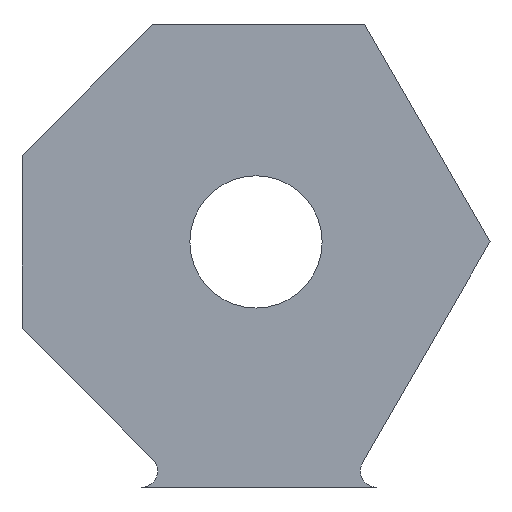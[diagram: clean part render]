
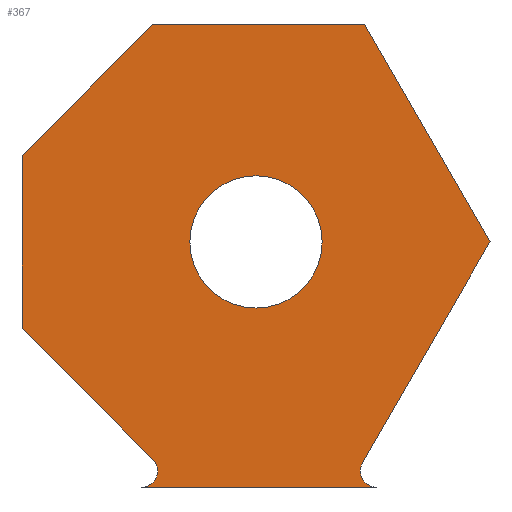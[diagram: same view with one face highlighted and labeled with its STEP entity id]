
A CAD part, left-side view. The second image highlights one B-rep face of the part: STEP entity #367.
In plain terms, the highlighted planar face has unit normal (-1, 0, 0).
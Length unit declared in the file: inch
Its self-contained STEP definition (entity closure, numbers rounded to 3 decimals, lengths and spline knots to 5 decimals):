
#27=FACE_BOUND('',#74,.T.);
#28=CIRCLE('',#407,0.125);
#30=CIRCLE('',#411,0.03125);
#32=CIRCLE('',#418,0.03125);
#54=FACE_OUTER_BOUND('',#73,.T.);
#73=EDGE_LOOP('',(#325,#326,#327,#328,#329,#330,#331,#332,#333));
#74=EDGE_LOOP('',(#334));
#86=LINE('',#546,#128);
#97=LINE('',#569,#139);
#102=LINE('',#584,#144);
#107=LINE('',#597,#149);
#109=LINE('',#600,#151);
#111=LINE('',#604,#153);
#114=LINE('',#610,#156);
#128=VECTOR('',#446,0.3937);
#139=VECTOR('',#465,0.3937);
#144=VECTOR('',#478,0.3937);
#149=VECTOR('',#491,0.3937);
#151=VECTOR('',#495,0.3937);
#153=VECTOR('',#499,0.3937);
#156=VECTOR('',#504,0.3937);
#167=VERTEX_POINT('',#543);
#168=VERTEX_POINT('',#545);
#175=VERTEX_POINT('',#566);
#176=VERTEX_POINT('',#568);
#179=VERTEX_POINT('',#576);
#181=VERTEX_POINT('',#582);
#182=VERTEX_POINT('',#583);
#185=VERTEX_POINT('',#591);
#187=VERTEX_POINT('',#603);
#189=VERTEX_POINT('',#609);
#202=EDGE_CURVE('',#167,#168,#86,.T.);
#213=EDGE_CURVE('',#175,#176,#97,.T.);
#217=EDGE_CURVE('',#179,#179,#28,.T.);
#220=EDGE_CURVE('',#181,#182,#102,.T.);
#224=EDGE_CURVE('',#185,#181,#30,.T.);
#227=EDGE_CURVE('',#176,#185,#107,.T.);
#229=EDGE_CURVE('',#168,#175,#109,.T.);
#231=EDGE_CURVE('',#187,#167,#111,.T.);
#234=EDGE_CURVE('',#189,#187,#114,.T.);
#237=EDGE_CURVE('',#182,#189,#32,.T.);
#325=ORIENTED_EDGE('',*,*,#237,.F.);
#326=ORIENTED_EDGE('',*,*,#220,.F.);
#327=ORIENTED_EDGE('',*,*,#224,.F.);
#328=ORIENTED_EDGE('',*,*,#227,.F.);
#329=ORIENTED_EDGE('',*,*,#213,.F.);
#330=ORIENTED_EDGE('',*,*,#229,.F.);
#331=ORIENTED_EDGE('',*,*,#202,.F.);
#332=ORIENTED_EDGE('',*,*,#231,.F.);
#333=ORIENTED_EDGE('',*,*,#234,.F.);
#334=ORIENTED_EDGE('',*,*,#217,.T.);
#349=PLANE('',#421);
#367=ADVANCED_FACE('',(#54,#27),#349,.F.);
#407=AXIS2_PLACEMENT_3D('',#577,#471,#472);
#411=AXIS2_PLACEMENT_3D('',#592,#484,#485);
#418=AXIS2_PLACEMENT_3D('',#615,#509,#510);
#421=AXIS2_PLACEMENT_3D('',#618,#515,#516);
#446=DIRECTION('',(0.,0.707,0.707));
#465=DIRECTION('',(0.,-0.866,0.5));
#471=DIRECTION('center_axis',(1.,0.,0.));
#472=DIRECTION('ref_axis',(0.,-1.,0.));
#478=DIRECTION('',(0.,0.,-1.));
#484=DIRECTION('center_axis',(-1.,0.,0.));
#485=DIRECTION('ref_axis',(0.,1.,0.));
#491=DIRECTION('',(0.,-0.866,-0.5));
#495=DIRECTION('',(0.,0.,1.));
#499=DIRECTION('',(0.,1.,0.));
#504=DIRECTION('',(0.,0.707,-0.707));
#509=DIRECTION('center_axis',(-1.,0.,0.));
#510=DIRECTION('ref_axis',(0.,-0.707,-0.707));
#515=DIRECTION('center_axis',(1.,0.,0.));
#516=DIRECTION('ref_axis',(0.,0.,-1.));
#543=CARTESIAN_POINT('',(0.,0.62751,-0.4481));
#545=CARTESIAN_POINT('',(0.,0.875,-0.20061));
#546=CARTESIAN_POINT('',(0.,0.62751,-0.4481));
#566=CARTESIAN_POINT('',(0.,0.875,0.19939));
#568=CARTESIAN_POINT('',(0.,0.46417,0.43658));
#569=CARTESIAN_POINT('',(0.,0.875,0.19939));
#576=CARTESIAN_POINT('',(0.,0.58917,-0.00576));
#577=CARTESIAN_POINT('Origin',(0.,0.46417,-0.00576));
#582=CARTESIAN_POINT('',(0.,0.,0.22271));
#583=CARTESIAN_POINT('',(0.,0.,-0.22271));
#584=CARTESIAN_POINT('',(0.,0.,0.22271));
#591=CARTESIAN_POINT('',(0.,0.04687,0.19565));
#592=CARTESIAN_POINT('Origin',(0.,0.03125,0.22271));
#597=CARTESIAN_POINT('',(0.,0.46417,0.43658));
#600=CARTESIAN_POINT('',(0.,0.875,-0.20061));
#603=CARTESIAN_POINT('',(0.,0.30083,-0.4481));
#604=CARTESIAN_POINT('',(0.,0.30083,-0.4481));
#609=CARTESIAN_POINT('',(0.,0.05335,-0.20061));
#610=CARTESIAN_POINT('',(0.,0.05335,-0.20061));
#615=CARTESIAN_POINT('Origin',(0.,0.03125,-0.22271));
#618=CARTESIAN_POINT('Origin',(0.,0.43286,-0.02446));
